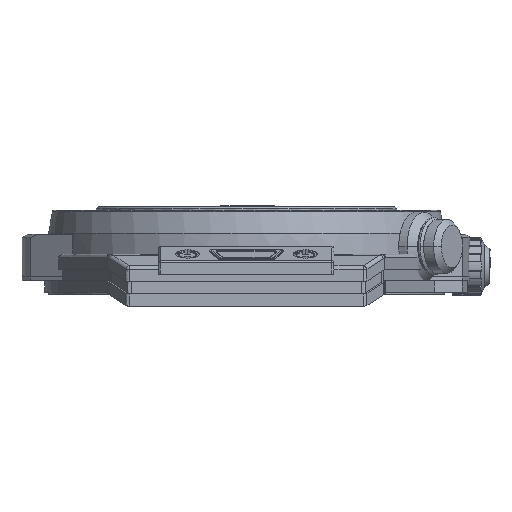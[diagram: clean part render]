
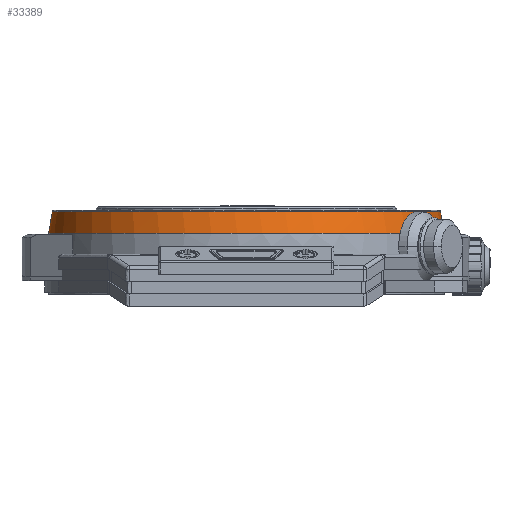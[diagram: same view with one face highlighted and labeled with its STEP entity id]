
A CAD part, front view. The second image highlights one B-rep face of the part: STEP entity #33389.
In plain terms, the highlighted free-form (B-spline) face has degree [2, 1] with [5, 2] control points.
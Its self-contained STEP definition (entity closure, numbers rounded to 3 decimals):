
#33051 = VERTEX_POINT('',#33052);
#33052 = CARTESIAN_POINT('',(-35.961,0.,
    4.027));
#33053 = VERTEX_POINT('',#33054);
#33054 = CARTESIAN_POINT('',(35.961,0.,4.027));
#33389 = ADVANCED_FACE('',(#33390),#33422,.T.);
#33390 = FACE_BOUND('',#33391,.T.);
#33391 = EDGE_LOOP('',(#33392,#33400,#33407,#33417));
#33392 = ORIENTED_EDGE('',*,*,#33393,.T.);
#33393 = EDGE_CURVE('',#33053,#33051,#33394,.T.);
#33394 = ( BOUNDED_CURVE() B_SPLINE_CURVE(2,(#33395,#33396,#33397,#33398
,#33399),.UNSPECIFIED.,.F.,.F.) B_SPLINE_CURVE_WITH_KNOTS((3,2,3),(
    3.142,4.712,6.283),
.PIECEWISE_BEZIER_KNOTS.) CURVE() GEOMETRIC_REPRESENTATION_ITEM() 
RATIONAL_B_SPLINE_CURVE((1.,0.707,1.,0.707,1.)) 
REPRESENTATION_ITEM('') );
#33395 = CARTESIAN_POINT('',(35.961,0.,
    4.027));
#33396 = CARTESIAN_POINT('',(35.961,-35.961,
    4.027));
#33397 = CARTESIAN_POINT('',(0.,-35.961,
    4.027));
#33398 = CARTESIAN_POINT('',(-35.961,-35.961,
    4.027));
#33399 = CARTESIAN_POINT('',(-35.961,0.,
    4.027));
#33400 = ORIENTED_EDGE('',*,*,#33401,.T.);
#33401 = EDGE_CURVE('',#33051,#33402,#33404,.T.);
#33402 = VERTEX_POINT('',#33403);
#33403 = CARTESIAN_POINT('',(-36.672,0.,0.));
#33404 = B_SPLINE_CURVE_WITH_KNOTS('',1,(#33405,#33406),.UNSPECIFIED.,
  .F.,.F.,(2,2),(-2.899,0.),
  .PIECEWISE_BEZIER_KNOTS.);
#33405 = CARTESIAN_POINT('',(-35.961,0.,
    4.027));
#33406 = CARTESIAN_POINT('',(-36.672,0.,
    0.));
#33407 = ORIENTED_EDGE('',*,*,#33408,.F.);
#33408 = EDGE_CURVE('',#33409,#33402,#33411,.T.);
#33409 = VERTEX_POINT('',#33410);
#33410 = CARTESIAN_POINT('',(36.672,0.,0.));
#33411 = ( BOUNDED_CURVE() B_SPLINE_CURVE(2,(#33412,#33413,#33414,#33415
,#33416),.UNSPECIFIED.,.F.,.F.) B_SPLINE_CURVE_WITH_KNOTS((3,2,3),(
    3.142,4.712,6.283),
.PIECEWISE_BEZIER_KNOTS.) CURVE() GEOMETRIC_REPRESENTATION_ITEM() 
RATIONAL_B_SPLINE_CURVE((1.,0.707,1.,0.707,1.)) 
REPRESENTATION_ITEM('') );
#33412 = CARTESIAN_POINT('',(36.672,0.,0.));
#33413 = CARTESIAN_POINT('',(36.672,-36.672,0.));
#33414 = CARTESIAN_POINT('',(0.,-36.672,0.));
#33415 = CARTESIAN_POINT('',(-36.672,-36.672,0.));
#33416 = CARTESIAN_POINT('',(-36.672,0.,0.));
#33417 = ORIENTED_EDGE('',*,*,#33418,.F.);
#33418 = EDGE_CURVE('',#33053,#33409,#33419,.T.);
#33419 = B_SPLINE_CURVE_WITH_KNOTS('',1,(#33420,#33421),.UNSPECIFIED.,
  .F.,.F.,(2,2),(-2.899,0.),.PIECEWISE_BEZIER_KNOTS.);
#33420 = CARTESIAN_POINT('',(35.961,0.,4.027));
#33421 = CARTESIAN_POINT('',(36.672,0.,0.));
#33422 = ( BOUNDED_SURFACE() B_SPLINE_SURFACE(2,1,(
    (#33423,#33424)
    ,(#33425,#33426)
    ,(#33427,#33428)
    ,(#33429,#33430)
    ,(#33431,#33432
)),.UNSPECIFIED.,.F.,.F.,.F.) B_SPLINE_SURFACE_WITH_KNOTS((3,2,3),(2,2),
  (0.,1.571,3.142),(-2.899,0.),
.PIECEWISE_BEZIER_KNOTS.) GEOMETRIC_REPRESENTATION_ITEM() 
RATIONAL_B_SPLINE_SURFACE((
    (1.,1.)
    ,(0.707,0.707)
    ,(1.,1.)
    ,(0.707,0.707)
,(1.,1.))) REPRESENTATION_ITEM('') SURFACE() );
#33423 = CARTESIAN_POINT('',(35.961,0.,4.027));
#33424 = CARTESIAN_POINT('',(36.672,0.,0.));
#33425 = CARTESIAN_POINT('',(35.961,-35.961,
    4.027));
#33426 = CARTESIAN_POINT('',(36.672,-36.672,0.));
#33427 = CARTESIAN_POINT('',(0.,-35.961,
    4.027));
#33428 = CARTESIAN_POINT('',(0.,-36.672,0.));
#33429 = CARTESIAN_POINT('',(-35.961,-35.961,
    4.027));
#33430 = CARTESIAN_POINT('',(-36.672,-36.672,0.));
#33431 = CARTESIAN_POINT('',(-35.961,0.,
    4.027));
#33432 = CARTESIAN_POINT('',(-36.672,0.,0.));
